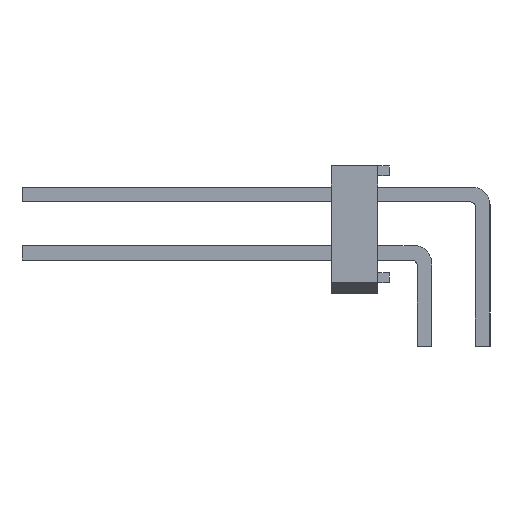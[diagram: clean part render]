
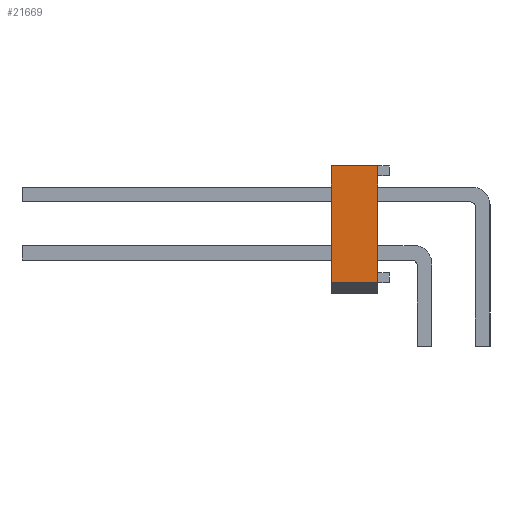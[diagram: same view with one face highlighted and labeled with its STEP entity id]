
A CAD part, left-side view. The second image highlights one B-rep face of the part: STEP entity #21669.
In plain terms, the highlighted face is planar.
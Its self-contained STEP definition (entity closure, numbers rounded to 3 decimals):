
#11486 = VERTEX_POINT('',#11487);
#11487 = CARTESIAN_POINT('',(21.59,2.54,-2.54));
#11493 = EDGE_CURVE('',#11486,#11494,#11496,.T.);
#11494 = VERTEX_POINT('',#11495);
#11495 = CARTESIAN_POINT('',(21.59,0.508,-2.54));
#11496 = LINE('',#11497,#11498);
#11497 = CARTESIAN_POINT('',(21.59,2.54,-2.54));
#11498 = VECTOR('',#11499,1.);
#11499 = DIRECTION('',(0.,-1.,0.));
#21634 = VERTEX_POINT('',#21635);
#21635 = CARTESIAN_POINT('',(21.59,0.508,2.54));
#21643 = EDGE_CURVE('',#21644,#21634,#21646,.T.);
#21644 = VERTEX_POINT('',#21645);
#21645 = CARTESIAN_POINT('',(21.59,2.54,2.54));
#21646 = LINE('',#21647,#21648);
#21647 = CARTESIAN_POINT('',(21.59,2.54,2.54));
#21648 = VECTOR('',#21649,1.);
#21649 = DIRECTION('',(0.,-1.,0.));
#21669 = ADVANCED_FACE('',(#21670),#21686,.F.);
#21670 = FACE_BOUND('',#21671,.T.);
#21671 = EDGE_LOOP('',(#21672,#21678,#21679,#21685));
#21672 = ORIENTED_EDGE('',*,*,#21673,.F.);
#21673 = EDGE_CURVE('',#11494,#21634,#21674,.T.);
#21674 = LINE('',#21675,#21676);
#21675 = CARTESIAN_POINT('',(21.59,0.508,2.54));
#21676 = VECTOR('',#21677,1.);
#21677 = DIRECTION('',(0.,0.,1.));
#21678 = ORIENTED_EDGE('',*,*,#11493,.F.);
#21679 = ORIENTED_EDGE('',*,*,#21680,.F.);
#21680 = EDGE_CURVE('',#21644,#11486,#21681,.T.);
#21681 = LINE('',#21682,#21683);
#21682 = CARTESIAN_POINT('',(21.59,2.54,2.54));
#21683 = VECTOR('',#21684,1.);
#21684 = DIRECTION('',(0.,0.,-1.));
#21685 = ORIENTED_EDGE('',*,*,#21643,.T.);
#21686 = PLANE('',#21687);
#21687 = AXIS2_PLACEMENT_3D('',#21688,#21689,#21690);
#21688 = CARTESIAN_POINT('',(21.59,2.54,2.54));
#21689 = DIRECTION('',(-1.,0.,0.));
#21690 = DIRECTION('',(0.,0.,1.));
